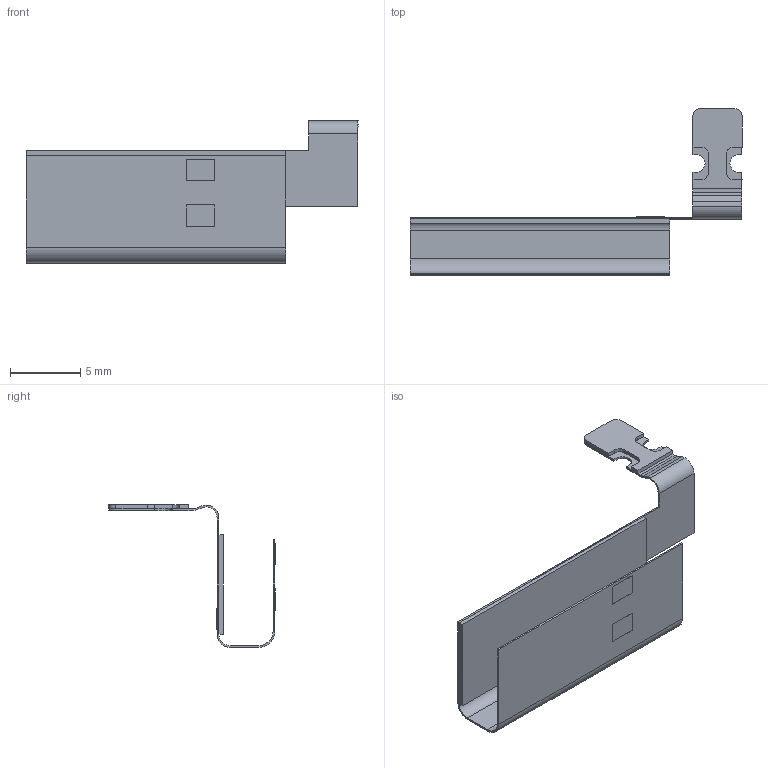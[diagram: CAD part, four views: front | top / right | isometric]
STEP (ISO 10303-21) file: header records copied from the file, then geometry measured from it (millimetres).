
FILE_DESCRIPTION (( 'STEP AP203' ), '1' );
FILE_NAME ('NNP-DWG-110-017-000 Power Module, Daughter Board.STEP', '2024-08-21T14:00:41', ( '' ), ( '' ), 'SwSTEP 2.0', 'SolidWorks 2024', '' );
FILE_SCHEMA (( 'CONFIG_CONTROL_DESIGN' ));
Length unit declared in the file: inch
Products named in the file (1): NNP-DWG-110-017-000 Power Module, Daughter Board
Bounding box: 23.68 x 11.86 x 10.19 mm (x, y, z)
Volume: 96.3 mm3; surface area: 1130 mm2
Topology: 3 solids, 3 shells, 107 faces, 262 edges, 164 vertices
Faces by surface type: plane 83, cylinder 24
Entity records: 3163 total; most frequent: CARTESIAN_POINT 534, DIRECTION 526, ORIENTED_EDGE 524, EDGE_CURVE 262, LINE 214, VECTOR 214, VERTEX_POINT 164, AXIS2_PLACEMENT_3D 156
